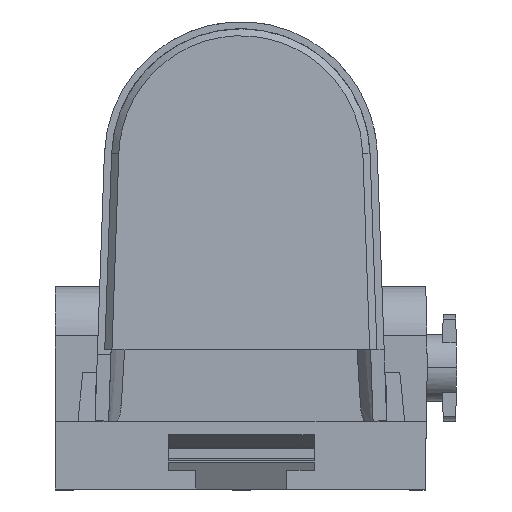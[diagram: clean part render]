
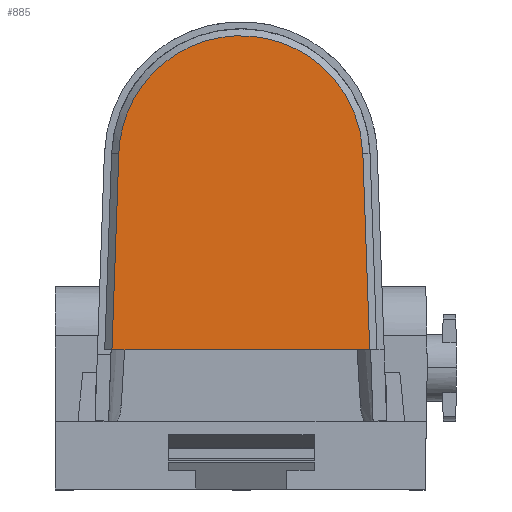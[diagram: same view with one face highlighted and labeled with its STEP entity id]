
A CAD part, top view. The second image highlights one B-rep face of the part: STEP entity #885.
In plain terms, the highlighted planar face has unit normal (-0.001, 0.026, 1).
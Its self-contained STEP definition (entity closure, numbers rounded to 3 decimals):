
#885=ADVANCED_FACE('',(#2487),#2488,.T.);
#2487=FACE_OUTER_BOUND('',#5505,.T.);
#2488=PLANE('',#5506);
#5505=EDGE_LOOP('',(#11812,#11813,#11814,#11815));
#5506=AXIS2_PLACEMENT_3D('',#11816,#11817,#11818);
#11812=ORIENTED_EDGE('',*,*,#14072,.F.);
#11813=ORIENTED_EDGE('',*,*,#14073,.T.);
#11814=ORIENTED_EDGE('',*,*,#14074,.T.);
#11815=ORIENTED_EDGE('',*,*,#14075,.T.);
#11816=CARTESIAN_POINT('',(-1.827,26.544,107.133));
#11817=DIRECTION('',(-0.001,0.026,1.));
#11818=DIRECTION('',(0.999,0.035,0.0));
#14072=EDGE_CURVE('',#16924,#17404,#17405,.T.);
#14073=EDGE_CURVE('',#16924,#17406,#17407,.T.);
#14074=EDGE_CURVE('',#17406,#17408,#17409,.T.);
#14075=EDGE_CURVE('',#17408,#17404,#17410,.T.);
#16924=VERTEX_POINT('',#22947);
#17404=VERTEX_POINT('',#24151);
#17405=LINE('',#24152,#24153);
#17406=VERTEX_POINT('',#24154);
#17407=LINE('',#24155,#24156);
#17408=VERTEX_POINT('',#24157);
#17409=B_SPLINE_CURVE_WITH_KNOTS('',3,(#24158,#24159,#24160,#24161,#24162,#24163,#24164,#24165,#24166,#24167,#24168,#24169,#24170,#24171,#24172,#24173,#24174,#24175,#24176,#24177,#24178,#24179,#24180,#24181,#24182,#24183),.UNSPECIFIED.,.F.,.F.,(4,1,1,2,2,2,2,2,2,2,2,2,2,4),(0.0,0.062,0.094,0.109,0.125,0.25,0.312,0.375,0.5,0.562,0.625,0.75,0.875,1.0),.UNSPECIFIED.);
#17410=LINE('',#24184,#24185);
#22947=CARTESIAN_POINT('',(16.303,-0.451,107.856));
#24151=CARTESIAN_POINT('',(-19.958,-0.451,107.823));
#24152=CARTESIAN_POINT('',(-1.827,-0.451,107.84));
#24153=VECTOR('',#27462,1000.0);
#24154=CARTESIAN_POINT('',(15.338,27.17,107.133));
#24155=CARTESIAN_POINT('',(15.339,27.143,107.133));
#24156=VECTOR('',#27463,1000.0);
#24157=CARTESIAN_POINT('',(-18.994,27.169,107.101));
#24158=CARTESIAN_POINT('',(15.338,27.17,107.133));
#24159=CARTESIAN_POINT('',(15.297,28.283,107.103));
#24160=CARTESIAN_POINT('',(15.083,29.915,107.061));
#24161=CARTESIAN_POINT('',(14.565,31.752,107.012));
#24162=CARTESIAN_POINT('',(14.285,32.525,106.991));
#24163=CARTESIAN_POINT('',(14.086,33.037,106.978));
#24164=CARTESIAN_POINT('',(13.981,33.29,106.971));
#24165=CARTESIAN_POINT('',(12.964,35.579,106.91));
#24166=CARTESIAN_POINT('',(11.711,37.37,106.862));
#24167=CARTESIAN_POINT('',(9.306,39.692,106.799));
#24168=CARTESIAN_POINT('',(8.447,40.377,106.781));
#24169=CARTESIAN_POINT('',(6.614,41.567,106.748));
#24170=CARTESIAN_POINT('',(5.643,42.072,106.734));
#24171=CARTESIAN_POINT('',(2.546,43.322,106.698));
#24172=CARTESIAN_POINT('',(0.402,43.739,106.685));
#24173=CARTESIAN_POINT('',(-2.935,43.741,106.682));
#24174=CARTESIAN_POINT('',(-4.027,43.637,106.684));
#24175=CARTESIAN_POINT('',(-6.171,43.221,106.693));
#24176=CARTESIAN_POINT('',(-7.224,42.909,106.7));
#24177=CARTESIAN_POINT('',(-10.317,41.661,106.73));
#24178=CARTESIAN_POINT('',(-12.15,40.471,106.759));
#24179=CARTESIAN_POINT('',(-15.357,37.382,106.837));
#24180=CARTESIAN_POINT('',(-16.612,35.591,106.883));
#24181=CARTESIAN_POINT('',(-18.421,31.527,106.988));
#24182=CARTESIAN_POINT('',(-18.914,29.397,107.043));
#24183=CARTESIAN_POINT('',(-18.994,27.169,107.101));
#24184=CARTESIAN_POINT('',(-19.959,-0.486,107.824));
#24185=VECTOR('',#27464,1000.0);
#27462=DIRECTION('',(-1.,0.,-0.001));
#27463=DIRECTION('',(-0.035,0.999,-0.026));
#27464=DIRECTION('',(-0.035,-0.999,0.026));
